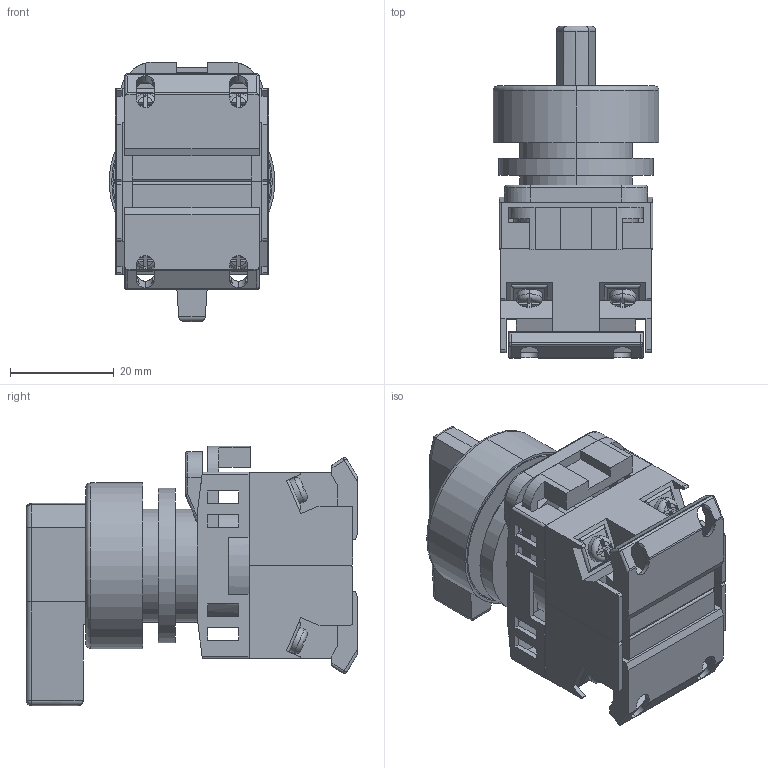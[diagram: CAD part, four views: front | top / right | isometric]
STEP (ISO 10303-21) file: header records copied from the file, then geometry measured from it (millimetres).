
FILE_DESCRIPTION (( 'STEP AP214' ), '1' );
FILE_NAME ('AR22WR-122BZA.step', '2017-08-28T21:17:40', ( '' ), ( '' ), 'SwSTEP 2.0', 'SolidWorks 2017', '' );
FILE_SCHEMA (( 'AUTOMOTIVE_DESIGN' ));
Length unit declared in the file: millimetre
Products named in the file (1): AR22WR-122BZA
Bounding box: 32 x 64 x 50 mm (x, y, z)
Volume: 39304.2 mm3; surface area: 25225.7 mm2
Topology: 18 solids, 18 shells, 467 faces, 1249 edges, 810 vertices
Faces by surface type: plane 318, cylinder 121, torus 13, sphere 10, bspline 5
Entity records: 15231 total; most frequent: CARTESIAN_POINT 3578, ORIENTED_EDGE 2490, DIRECTION 2169, EDGE_CURVE 1245, VECTOR 877, LINE 877, VERTEX_POINT 810, AXIS2_PLACEMENT_3D 646
